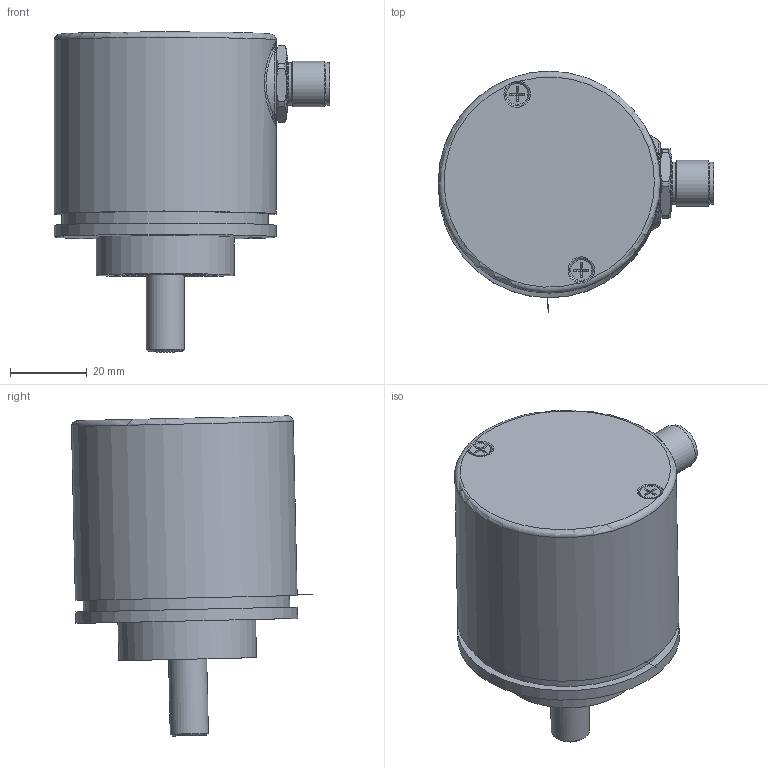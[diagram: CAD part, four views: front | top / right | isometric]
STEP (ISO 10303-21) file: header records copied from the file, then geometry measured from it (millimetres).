
FILE_DESCRIPTION((''),'2;1');
FILE_NAME('58BxxxxSC.stp','2009-09-15T08:22:29',('TP'),(''),'Autodesk Inventor 2008','Autodesk Inventor 2008','');
FILE_SCHEMA(('AUTOMOTIVE_DESIGN { 1 0 10303 214 1 1 1 1 }'));
Length unit declared in the file: millimetre
Products named in the file (1): 58BxxxxSC
Bounding box: 72 x 63.03 x 83.7 mm (x, y, z)
Volume: 50823.4 mm3; surface area: 45304.9 mm2
Topology: 11 solids, 15 shells, 450 faces, 1298 edges, 902 vertices
Faces by surface type: plane 132, cylinder 102, cone 88, bspline 74, torus 34, sphere 20
Full cylindrical faces by diameter (mm): 0.75 x8, 1 x9, 2.013 x3, 2.459 x5, 3 x4, 3.242 x3, 5.5 x2, 9 x1, 9.6 x1, 10 x2, 11 x2, 12 x2, 12.7 x1, 13 x3, 14.8 x6, 16 x2, 16.01 x1, 18 x1, 21.4 x4, 22 x1, 22.6 x8, 23 x1, 25.85 x1, 26 x1, 36 x1, 53.5 x1, 54 x1, 56 x2, 56.05 x1, 58 x2
Entity records: 26880 total; most frequent: CARTESIAN_POINT 16411, ORIENTED_EDGE 2096, DIRECTION 1735, EDGE_CURVE 1048, VERTEX_POINT 851, AXIS2_PLACEMENT_3D 804, EDGE_LOOP 693, B_SPLINE_CURVE_WITH_KNOTS 487
